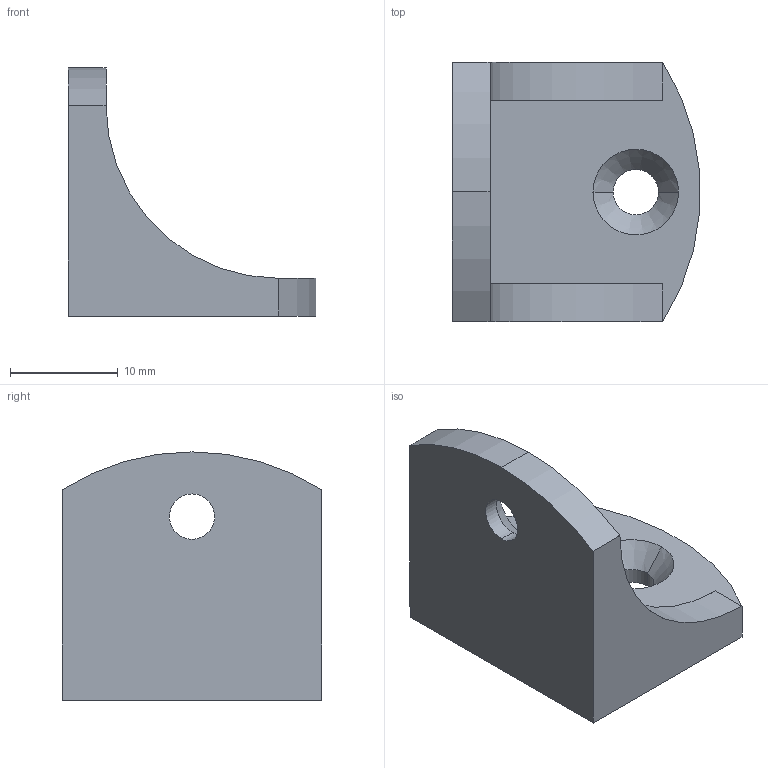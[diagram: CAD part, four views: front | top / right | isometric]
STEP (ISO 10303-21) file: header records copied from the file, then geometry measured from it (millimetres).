
FILE_DESCRIPTION (( 'STEP AP203' ), '1' );
FILE_NAME ('13135A59_White Plastic Corner Bracket.STEP', '2022-10-05T15:14:25', ( 'Administrator' ), ( 'Managed by Terraform' ), 'SwSTEP 2.0', 'SolidWorks 2017', '' );
FILE_SCHEMA (( 'CONFIG_CONTROL_DESIGN' ));
Length unit declared in the file: inch
Products named in the file (1): 13135A59_White Plastic Corner Bracket
Bounding box: 22.93 x 24 x 23 mm (x, y, z)
Volume: 3602.3 mm3; surface area: 2546.8 mm2
Topology: 1 solids, 1 shells, 21 faces, 49 edges, 30 vertices
Faces by surface type: cylinder 9, plane 8, cone 4
Entity records: 688 total; most frequent: DIRECTION 115, CARTESIAN_POINT 101, ORIENTED_EDGE 98, EDGE_CURVE 49, AXIS2_PLACEMENT_3D 44, VERTEX_POINT 30, VECTOR 27, LINE 27
